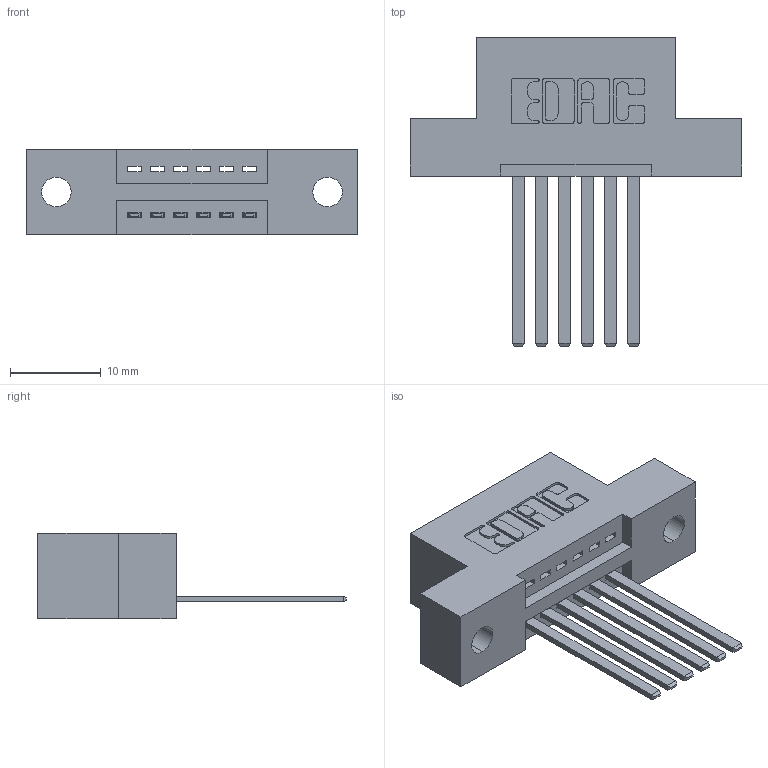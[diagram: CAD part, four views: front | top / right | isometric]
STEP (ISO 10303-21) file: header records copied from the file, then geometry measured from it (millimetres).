
FILE_DESCRIPTION (( 'STEP AP203' ), '1' );
FILE_NAME ('395-006-544-102.STEP', '2018-10-23T20:01:15', ( '' ), ( '' ), 'SwSTEP 2.0', 'SolidWorks 2016', '' );
FILE_SCHEMA (( 'CONFIG_CONTROL_DESIGN' ));
Length unit declared in the file: inch
Products named in the file (3): 395-006-544-102; 345 Part_Flush Mounting Lugs - 0.128 Dia; 345-292-001_345-293-144
Assembly tree (7 placements, depth 2):
  395-006-544-102
    345 Part_Flush Mounting Lugs - 0.128 Dia
    345-292-001_345-293-144  x6
Bounding box: 36.45 x 33.96 x 9.4 mm (x, y, z)
Volume: 3199.9 mm3; surface area: 3700.2 mm2
Topology: 7 solids, 7 shells, 438 faces, 1289 edges, 850 vertices
Faces by surface type: plane 296, cylinder 142
Entity records: 9181 total; most frequent: CARTESIAN_POINT 1598, ORIENTED_EDGE 1538, DIRECTION 1445, EDGE_CURVE 769, LINE 617, VECTOR 617, VERTEX_POINT 510, AXIS2_PLACEMENT_3D 414
